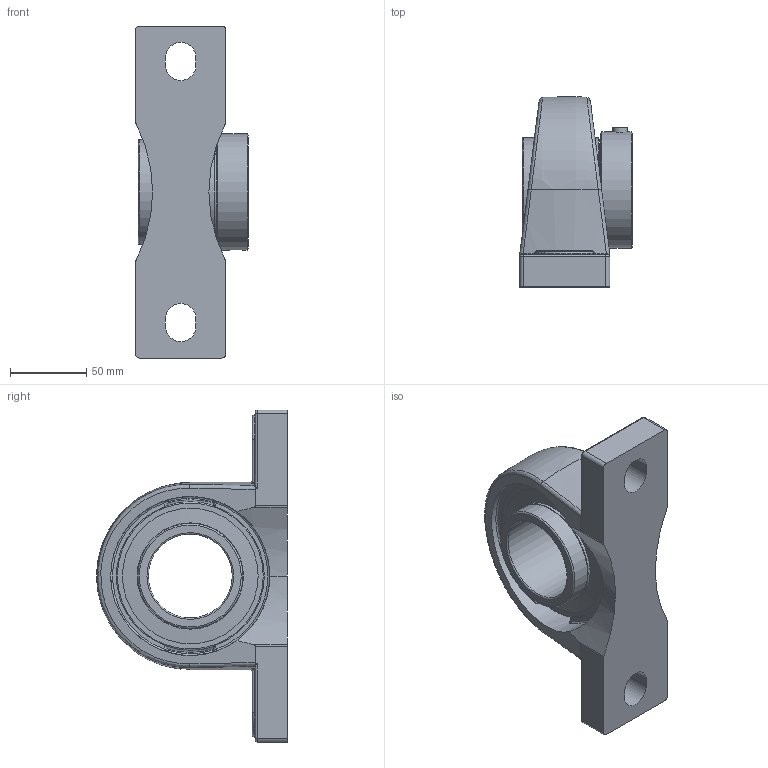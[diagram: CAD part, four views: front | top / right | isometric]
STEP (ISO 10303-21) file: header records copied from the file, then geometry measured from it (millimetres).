
FILE_DESCRIPTION(('HOOPS Exchange Step'),'2;1');
FILE_NAME('export-9D4B0984-7712-4921-95F9-04569C677163.stp','2020-05-21T09:06:49-07:00',('dkerr'),('Alibre'),'HOOPS Exchange 2020.0','Alibre','Unknown authorisation');
FILE_SCHEMA( ('AP242_MANAGED_MODEL_BASED_3D_ENGINEERING_MIM_LF {1 0 10303 442 1 1 4 }') );
Length unit declared in the file: inch
Products named in the file (8): MRN SPM 211 L4L; SHC 211 (Setscrew); SHC 211 (Ball Bearing); SHC 211 (Shield); SHC 211 (Collar); SHC 211 L4L (55mm) (Race); MRN SHC 211 L4L (55mm); MRN SHCSPM 211 L4L (55mm)
Assembly tree (7 placements, depth 3):
  MRN SHCSPM 211 L4L (55mm)
    MRN SPM 211 L4L
    MRN SHC 211 L4L (55mm)
      SHC 211 (Setscrew)
      SHC 211 (Ball Bearing)
      SHC 211 (Shield)
      SHC 211 (Collar)
      SHC 211 L4L (55mm) (Race)
Bounding box: 73.76 x 124.75 x 217.5 mm (x, y, z)
Volume: 518920.3 mm3; surface area: 136534.5 mm2
Topology: 17 solids, 17 shells, 199 faces, 526 edges, 337 vertices
Faces by surface type: cylinder 69, plane 53, torus 26, bspline 22, sphere 17, cone 12
Full cylindrical faces by diameter (mm): 9.525 x3, 55 x2, 64.973 x2, 68.58 x4, 69.596 x2, 76.2 x1, 87.884 x2, 88.9 x4, 104.224 x2, 110.1 x1
Entity records: 13352 total; most frequent: CARTESIAN_POINT 8271, DIRECTION 1065, ORIENTED_EDGE 994, EDGE_CURVE 497, AXIS2_PLACEMENT_3D 454, VERTEX_POINT 337, CIRCLE 234, EDGE_LOOP 222
